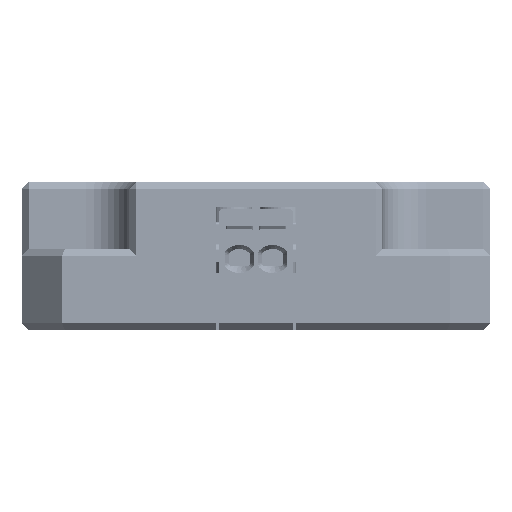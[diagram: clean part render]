
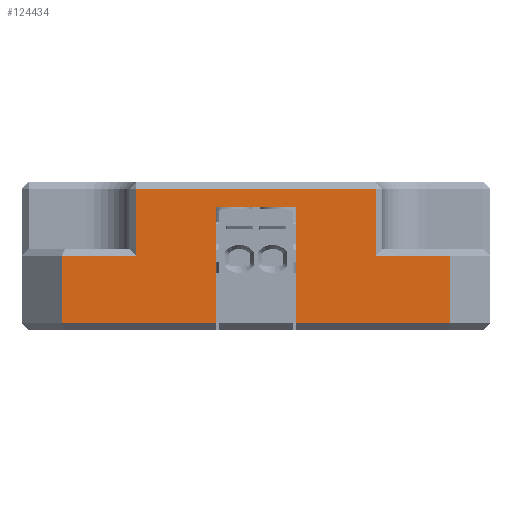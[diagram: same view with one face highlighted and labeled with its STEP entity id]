
A CAD part, front view. The second image highlights one B-rep face of the part: STEP entity #124434.
In plain terms, the highlighted planar face has unit normal (0, -1, 0).
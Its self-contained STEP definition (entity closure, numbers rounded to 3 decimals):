
#2736=PLANE('',#131570);
#7677=FACE_OUTER_BOUND('',#14423,.T.);
#14423=EDGE_LOOP('',(#86391,#86392,#86393,#86394,#86395,#86396,#86397,#86398,
#86399,#86400,#86401,#86402));
#26017=LINE('',#180670,#40655);
#26046=LINE('',#180730,#40684);
#26049=LINE('',#180737,#40687);
#26050=LINE('',#180739,#40688);
#26051=LINE('',#180741,#40689);
#26052=LINE('',#180743,#40690);
#26053=LINE('',#180745,#40691);
#26054=LINE('',#180747,#40692);
#26055=LINE('',#180748,#40693);
#26056=LINE('',#180750,#40694);
#26057=LINE('',#180752,#40695);
#26058=LINE('',#180753,#40696);
#40655=VECTOR('',#142474,10.);
#40684=VECTOR('',#142517,10.);
#40687=VECTOR('',#142524,10.);
#40688=VECTOR('',#142525,10.);
#40689=VECTOR('',#142526,10.);
#40690=VECTOR('',#142527,10.);
#40691=VECTOR('',#142528,10.);
#40692=VECTOR('',#142529,10.);
#40693=VECTOR('',#142530,10.);
#40694=VECTOR('',#142531,10.);
#40695=VECTOR('',#142532,10.);
#40696=VECTOR('',#142533,10.);
#55272=VERTEX_POINT('',#180659);
#55275=VERTEX_POINT('',#180669);
#55297=VERTEX_POINT('',#180721);
#55299=VERTEX_POINT('',#180728);
#55301=VERTEX_POINT('',#180736);
#55302=VERTEX_POINT('',#180738);
#55303=VERTEX_POINT('',#180740);
#55304=VERTEX_POINT('',#180742);
#55305=VERTEX_POINT('',#180744);
#55306=VERTEX_POINT('',#180746);
#55307=VERTEX_POINT('',#180749);
#55308=VERTEX_POINT('',#180751);
#67543=EDGE_CURVE('',#55272,#55275,#26017,.T.);
#67574=EDGE_CURVE('',#55299,#55297,#26046,.T.);
#67577=EDGE_CURVE('',#55301,#55272,#26049,.T.);
#67578=EDGE_CURVE('',#55302,#55301,#26050,.T.);
#67579=EDGE_CURVE('',#55303,#55302,#26051,.T.);
#67580=EDGE_CURVE('',#55304,#55303,#26052,.T.);
#67581=EDGE_CURVE('',#55305,#55304,#26053,.T.);
#67582=EDGE_CURVE('',#55306,#55305,#26054,.T.);
#67583=EDGE_CURVE('',#55297,#55306,#26055,.T.);
#67584=EDGE_CURVE('',#55299,#55307,#26056,.T.);
#67585=EDGE_CURVE('',#55308,#55307,#26057,.F.);
#67586=EDGE_CURVE('',#55275,#55308,#26058,.T.);
#86391=ORIENTED_EDGE('',*,*,#67543,.F.);
#86392=ORIENTED_EDGE('',*,*,#67577,.F.);
#86393=ORIENTED_EDGE('',*,*,#67578,.F.);
#86394=ORIENTED_EDGE('',*,*,#67579,.F.);
#86395=ORIENTED_EDGE('',*,*,#67580,.F.);
#86396=ORIENTED_EDGE('',*,*,#67581,.F.);
#86397=ORIENTED_EDGE('',*,*,#67582,.F.);
#86398=ORIENTED_EDGE('',*,*,#67583,.F.);
#86399=ORIENTED_EDGE('',*,*,#67574,.F.);
#86400=ORIENTED_EDGE('',*,*,#67584,.T.);
#86401=ORIENTED_EDGE('',*,*,#67585,.F.);
#86402=ORIENTED_EDGE('',*,*,#67586,.F.);
#124434=ADVANCED_FACE('',(#7677),#2736,.T.);
#131570=AXIS2_PLACEMENT_3D('',#180735,#142522,#142523);
#142474=DIRECTION('',(-1.,0.,0.));
#142517=DIRECTION('',(-1.,0.,0.));
#142522=DIRECTION('center_axis',(0.,-1.,0.));
#142523=DIRECTION('ref_axis',(1.,0.,0.));
#142524=DIRECTION('',(0.,0.,-1.));
#142525=DIRECTION('',(1.,0.,0.));
#142526=DIRECTION('',(0.,0.,-1.));
#142527=DIRECTION('',(1.,0.,0.));
#142528=DIRECTION('',(0.,0.,1.));
#142529=DIRECTION('',(1.,0.,0.));
#142530=DIRECTION('',(0.,0.,1.));
#142531=DIRECTION('',(0.,0.,1.));
#142532=DIRECTION('',(1.,0.,0.));
#142533=DIRECTION('',(0.,0.,1.));
#180659=CARTESIAN_POINT('',(29.73,-2.25,-2.));
#180669=CARTESIAN_POINT('',(18.241,-2.25,-2.));
#180670=CARTESIAN_POINT('',(16.741,-2.25,-2.));
#180721=CARTESIAN_POINT('',(0.75,-2.25,-2.));
#180728=CARTESIAN_POINT('',(12.239,-2.25,-2.));
#180730=CARTESIAN_POINT('',(16.741,-2.25,-2.));
#180735=CARTESIAN_POINT('Origin',(18.241,-2.25,1.753));
#180736=CARTESIAN_POINT('',(29.73,-2.25,3.053));
#180737=CARTESIAN_POINT('',(29.73,-2.25,1.753));
#180738=CARTESIAN_POINT('',(24.19,-2.25,3.053));
#180739=CARTESIAN_POINT('',(23.476,-2.25,3.053));
#180740=CARTESIAN_POINT('',(24.19,-2.25,8.053));
#180741=CARTESIAN_POINT('',(24.19,-2.25,5.153));
#180742=CARTESIAN_POINT('',(6.29,-2.25,8.053));
#180743=CARTESIAN_POINT('',(16.741,-2.25,8.053));
#180744=CARTESIAN_POINT('',(6.29,-2.25,3.053));
#180745=CARTESIAN_POINT('',(6.29,-2.25,5.153));
#180746=CARTESIAN_POINT('',(0.75,-2.25,3.053));
#180747=CARTESIAN_POINT('',(10.006,-2.25,3.053));
#180748=CARTESIAN_POINT('',(0.75,-2.25,1.753));
#180749=CARTESIAN_POINT('',(12.239,-2.25,6.703));
#180750=CARTESIAN_POINT('',(12.239,-2.25,1.753));
#180751=CARTESIAN_POINT('',(18.241,-2.25,6.703));
#180752=CARTESIAN_POINT('',(16.741,-2.25,6.703));
#180753=CARTESIAN_POINT('',(18.241,-2.25,1.753));
